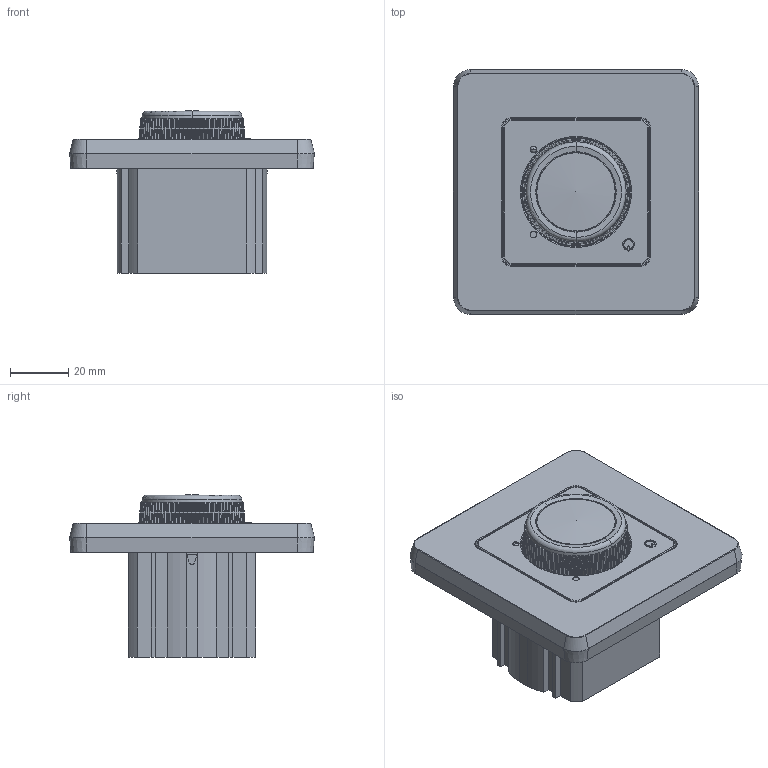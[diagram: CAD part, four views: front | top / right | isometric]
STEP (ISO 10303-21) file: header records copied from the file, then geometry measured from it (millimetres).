
FILE_DESCRIPTION (( 'STEP AP203' ), '1' );
FILE_NAME ('Òåðìîðåãóëÿòîð.STEP', '2025-05-27T13:24:13', ( '' ), ( '' ), 'SwSTEP 2.0', 'SolidWorks 2022', '' );
FILE_SCHEMA (( 'CONFIG_CONTROL_DESIGN' ));
Length unit declared in the file: millimetre
Products named in the file (1): Терморегулятор
Bounding box: 84 x 84 x 55.7 mm (x, y, z)
Volume: 149900.7 mm3; surface area: 25870.4 mm2
Topology: 1 solids, 1 shells, 469 faces, 1319 edges, 864 vertices
Faces by surface type: bspline 168, plane 146, cone 104, cylinder 34, torus 16, sphere 1
Entity records: 21683 total; most frequent: CARTESIAN_POINT 11393, ORIENTED_EDGE 2634, DIRECTION 1382, EDGE_CURVE 1317, VERTEX_POINT 863, B_SPLINE_CURVE_WITH_KNOTS 825, AXIS2_PLACEMENT_3D 588, EDGE_LOOP 482
